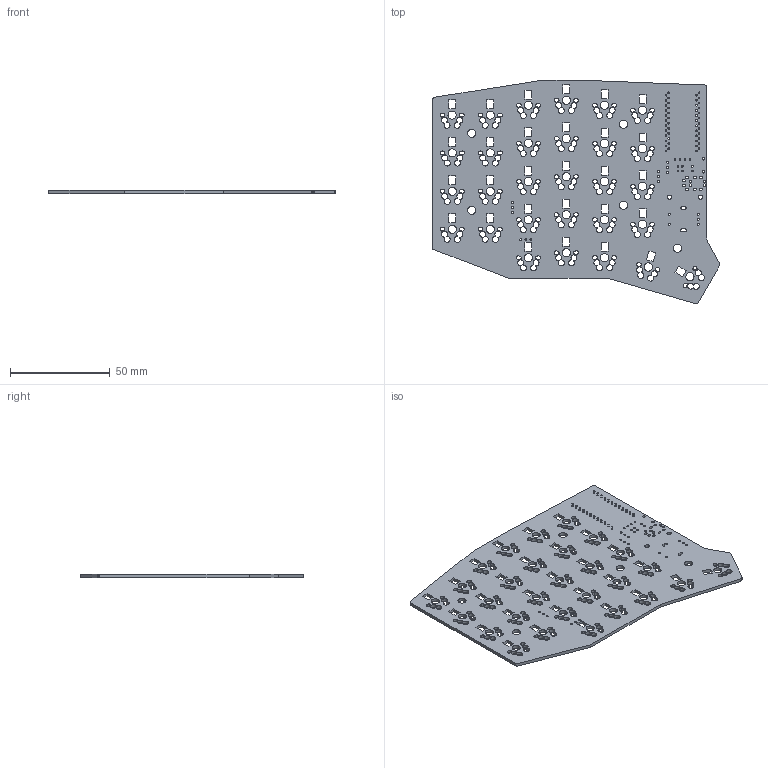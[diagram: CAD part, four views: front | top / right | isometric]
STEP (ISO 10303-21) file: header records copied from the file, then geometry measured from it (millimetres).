
FILE_DESCRIPTION(('FreeCAD Model'),'2;1');
FILE_NAME('Open CASCADE Shape Model','2021-09-25T08:47:26',('Author'),( ''),'Open CASCADE STEP processor 7.5','FreeCAD','Unknown');
FILE_SCHEMA(('AUTOMOTIVE_DESIGN { 1 0 10303 214 1 1 1 1 }'));
Length unit declared in the file: millimetre
Products named in the file (2): _autosave-SofleKeyboard PCB (Mirror #1); Open CASCADE STEP translator 7.5 9.1
Assembly tree (1 placements, depth 2):
  _autosave-SofleKeyboard PCB (Mirror #1)
    Open CASCADE STEP translator 7.5 9.1
Bounding box: 143.37 x 111.75 x 1.6 mm (x, y, z)
Volume: 18253.9 mm3; surface area: 27661.3 mm2
Topology: 1 solids, 1 shells, 716 faces, 2140 edges, 1426 vertices
Faces by surface type: cylinder 541, plane 175
Full cylindrical faces by diameter (mm): 0.813 x58, 1 x17, 1.2 x4, 1.3 x2, 2.2 x2, 4.1 x34
Entity records: 53128 total; most frequent: CARTESIAN_POINT 9026, DIRECTION 8480, ORIENTED_EDGE 4280, PCURVE 4280, DEFINITIONAL_REPRESENTATION 4280, LINE 3782, VECTOR 3782, CIRCLE 2176
